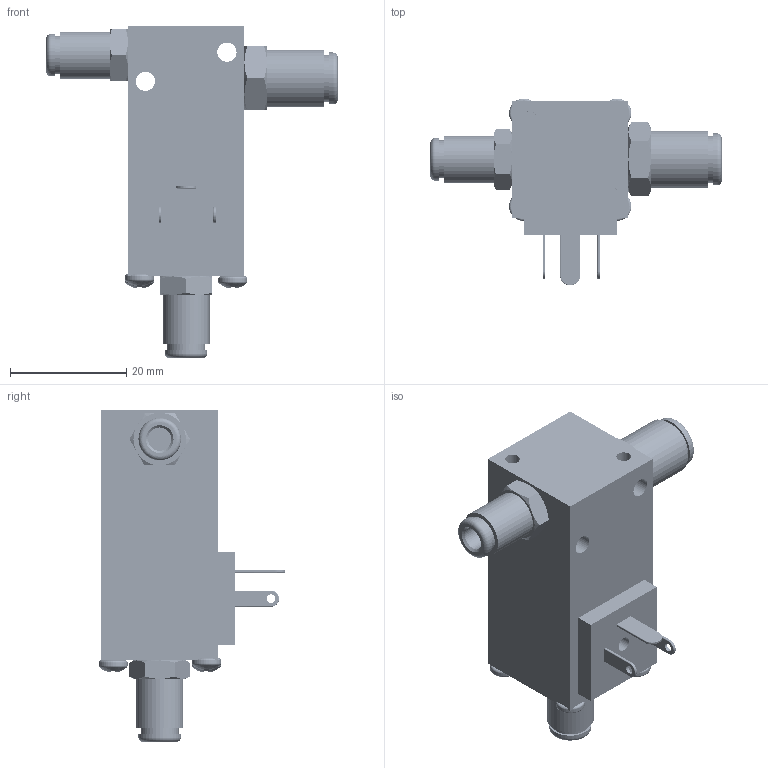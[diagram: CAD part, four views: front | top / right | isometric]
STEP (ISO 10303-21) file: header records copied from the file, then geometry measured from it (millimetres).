
FILE_DESCRIPTION(/* description */ (''),/* implementation_level */ '2;1');
FILE_NAME(/* name */ 'GB-MS-20 + Press Fits v3.step',/* time_stamp */ '2018-03-13T23:31:31-06:00',/* author */ ('jon.lovering'),/* organization */ (''),/* preprocessor_version */ 'ST-DEVELOPER v16.13',/* originating_system */ 'Autodesk Translation Framework v6.5.0.72',/* authorisation */ '');
FILE_SCHEMA (('AUTOMOTIVE_DESIGN { 1 0 10303 214 3 1 1 }'));
Length unit declared in the file: millimetre
Products named in the file (8): GB-MS-20 + Press Fits; GB-MS-20; M2.5x30; Solenoid; Valve; 4mm/M5 press connect; 6mm/M5 press connect; 6mm press connect
Assembly tree (11 placements, depth 3):
  GB-MS-20 + Press Fits
    4mm/M5 press connect  x2
    GB-MS-20
      M2.5x30  x4
      Solenoid
      Valve
    6mm/M5 press connect
      6mm press connect
Bounding box: 50 x 32.1 x 57 mm (x, y, z)
Volume: 19241.3 mm3; surface area: 11651.4 mm2
Topology: 12 solids, 12 shells, 932 faces, 2608 edges, 1725 vertices
Faces by surface type: cylinder 617, plane 174, cone 87, bspline 30, torus 20, sphere 4
Full cylindrical faces by diameter (mm): 1.5 x2, 1.915 x260, 2.075 x8, 2.5 x260, 2.529 x4, 3.3 x2, 3.788 x3, 3.961 x7, 4 x2, 4.234 x3, 5 x8, 5.173 x3, 6 x1, 6.561 x2, 7.29 x2, 8.019 x1, 8.1 x2, 8.91 x1, 9.9 x1
Entity records: 26100 total; most frequent: CARTESIAN_POINT 17295, ORIENTED_EDGE 1956, DIRECTION 1542, EDGE_CURVE 978, VERTEX_POINT 639, AXIS2_PLACEMENT_3D 607, EDGE_LOOP 427, FACE_OUTER_BOUND 376
